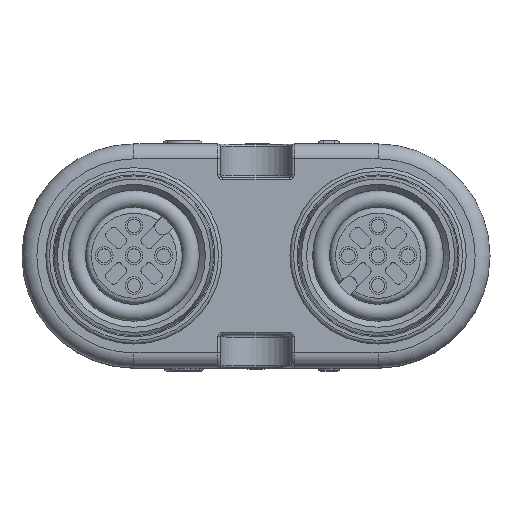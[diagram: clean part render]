
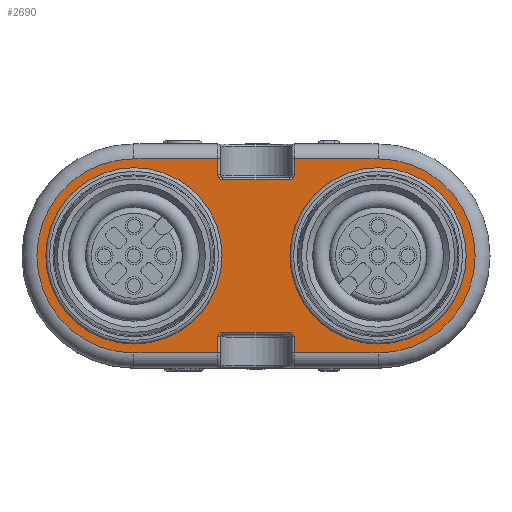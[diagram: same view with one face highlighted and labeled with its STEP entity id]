
A CAD part, top view. The second image highlights one B-rep face of the part: STEP entity #2690.
In plain terms, the highlighted planar face has unit normal (0, 0, 1).
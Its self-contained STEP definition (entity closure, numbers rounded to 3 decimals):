
#2690=ADVANCED_FACE('',(#3322,#3323,#3324),#3183,.F.);
#3183=PLANE('',#9667);
#3322=FACE_BOUND('',#3602,.T.);
#3323=FACE_BOUND('',#3603,.T.);
#3324=FACE_BOUND('',#3604,.T.);
#3602=EDGE_LOOP('',(#5230));
#3603=EDGE_LOOP('',(#5231));
#3604=EDGE_LOOP('',(#5232,#5233,#5234,#5235,#5236,#5237,#5238,#5239,#5240,
#5241,#5242,#5243,#5244,#5245,#5246,#5247));
#4282=LINE('',#13820,#4638);
#4283=LINE('',#13823,#4639);
#4284=LINE('',#13827,#4640);
#4285=LINE('',#13831,#4641);
#4286=LINE('',#13833,#4642);
#4287=LINE('',#13837,#4643);
#4288=LINE('',#13839,#4644);
#4289=LINE('',#13843,#4645);
#4290=LINE('',#13847,#4646);
#4291=LINE('',#13849,#4647);
#4638=VECTOR('',#10923,1.);
#4639=VECTOR('',#10924,1.);
#4640=VECTOR('',#10927,1.);
#4641=VECTOR('',#10930,1.);
#4642=VECTOR('',#10931,1.);
#4643=VECTOR('',#10934,1.);
#4644=VECTOR('',#10935,1.);
#4645=VECTOR('',#10938,1.);
#4646=VECTOR('',#10941,1.);
#4647=VECTOR('',#10942,1.);
#5230=ORIENTED_EDGE('',*,*,#8108,.T.);
#5231=ORIENTED_EDGE('',*,*,#8109,.T.);
#5232=ORIENTED_EDGE('',*,*,#8110,.T.);
#5233=ORIENTED_EDGE('',*,*,#8111,.T.);
#5234=ORIENTED_EDGE('',*,*,#8112,.T.);
#5235=ORIENTED_EDGE('',*,*,#8113,.T.);
#5236=ORIENTED_EDGE('',*,*,#8114,.T.);
#5237=ORIENTED_EDGE('',*,*,#8115,.T.);
#5238=ORIENTED_EDGE('',*,*,#8116,.T.);
#5239=ORIENTED_EDGE('',*,*,#8117,.T.);
#5240=ORIENTED_EDGE('',*,*,#8118,.T.);
#5241=ORIENTED_EDGE('',*,*,#8119,.T.);
#5242=ORIENTED_EDGE('',*,*,#8120,.T.);
#5243=ORIENTED_EDGE('',*,*,#8121,.T.);
#5244=ORIENTED_EDGE('',*,*,#8122,.T.);
#5245=ORIENTED_EDGE('',*,*,#8123,.T.);
#5246=ORIENTED_EDGE('',*,*,#8124,.T.);
#5247=ORIENTED_EDGE('',*,*,#8125,.T.);
#7350=VERTEX_POINT('',#13817);
#7351=VERTEX_POINT('',#13819);
#7352=VERTEX_POINT('',#13821);
#7353=VERTEX_POINT('',#13822);
#7354=VERTEX_POINT('',#13824);
#7355=VERTEX_POINT('',#13826);
#7356=VERTEX_POINT('',#13828);
#7357=VERTEX_POINT('',#13830);
#7358=VERTEX_POINT('',#13832);
#7359=VERTEX_POINT('',#13834);
#7360=VERTEX_POINT('',#13836);
#7361=VERTEX_POINT('',#13838);
#7362=VERTEX_POINT('',#13840);
#7363=VERTEX_POINT('',#13842);
#7364=VERTEX_POINT('',#13844);
#7365=VERTEX_POINT('',#13846);
#7366=VERTEX_POINT('',#13848);
#7367=VERTEX_POINT('',#13850);
#8108=EDGE_CURVE('',#7350,#7350,#9044,.T.);
#8109=EDGE_CURVE('',#7351,#7351,#9045,.T.);
#8110=EDGE_CURVE('',#7352,#7353,#4282,.T.);
#8111=EDGE_CURVE('',#7353,#7354,#4283,.T.);
#8112=EDGE_CURVE('',#7354,#7355,#9046,.T.);
#8113=EDGE_CURVE('',#7355,#7356,#4284,.T.);
#8114=EDGE_CURVE('',#7356,#7357,#9047,.T.);
#8115=EDGE_CURVE('',#7357,#7358,#4285,.T.);
#8116=EDGE_CURVE('',#7358,#7359,#4286,.T.);
#8117=EDGE_CURVE('',#7359,#7360,#9048,.T.);
#8118=EDGE_CURVE('',#7360,#7361,#4287,.T.);
#8119=EDGE_CURVE('',#7361,#7362,#4288,.T.);
#8120=EDGE_CURVE('',#7362,#7363,#9049,.T.);
#8121=EDGE_CURVE('',#7363,#7364,#4289,.T.);
#8122=EDGE_CURVE('',#7364,#7365,#9050,.T.);
#8123=EDGE_CURVE('',#7365,#7366,#4290,.T.);
#8124=EDGE_CURVE('',#7366,#7367,#4291,.T.);
#8125=EDGE_CURVE('',#7367,#7352,#9051,.T.);
#9044=CIRCLE('',#9659,7.4);
#9045=CIRCLE('',#9660,7.4);
#9046=CIRCLE('',#9661,0.4);
#9047=CIRCLE('',#9662,0.4);
#9048=CIRCLE('',#9663,8.15);
#9049=CIRCLE('',#9664,0.4);
#9050=CIRCLE('',#9665,0.4);
#9051=CIRCLE('',#9666,8.15);
#9659=AXIS2_PLACEMENT_3D('',#13816,#10919,#10920);
#9660=AXIS2_PLACEMENT_3D('',#13818,#10921,#10922);
#9661=AXIS2_PLACEMENT_3D('',#13825,#10925,#10926);
#9662=AXIS2_PLACEMENT_3D('',#13829,#10928,#10929);
#9663=AXIS2_PLACEMENT_3D('',#13835,#10932,#10933);
#9664=AXIS2_PLACEMENT_3D('',#13841,#10936,#10937);
#9665=AXIS2_PLACEMENT_3D('',#13845,#10939,#10940);
#9666=AXIS2_PLACEMENT_3D('',#13851,#10943,#10944);
#9667=AXIS2_PLACEMENT_3D('',#13852,#10945,#10946);
#10919=DIRECTION('',(0.,0.,-1.));
#10920=DIRECTION('',(-1.,0.,0.));
#10921=DIRECTION('',(0.,0.,-1.));
#10922=DIRECTION('',(-1.,0.,0.));
#10923=DIRECTION('',(-1.,0.,0.));
#10924=DIRECTION('',(0.,-1.,0.));
#10925=DIRECTION('',(0.,0.,-1.));
#10926=DIRECTION('',(-1.,0.,0.));
#10927=DIRECTION('',(-1.,0.,0.));
#10928=DIRECTION('',(0.,0.,-1.));
#10929=DIRECTION('',(-1.,0.,0.));
#10930=DIRECTION('',(0.,1.,0.));
#10931=DIRECTION('',(-1.,0.,0.));
#10932=DIRECTION('',(0.,0.,1.));
#10933=DIRECTION('',(-1.,0.,0.));
#10934=DIRECTION('',(1.,0.,0.));
#10935=DIRECTION('',(0.,1.,0.));
#10936=DIRECTION('',(0.,0.,-1.));
#10937=DIRECTION('',(-1.,0.,0.));
#10938=DIRECTION('',(1.,0.,0.));
#10939=DIRECTION('',(0.,0.,-1.));
#10940=DIRECTION('',(-1.,0.,0.));
#10941=DIRECTION('',(0.,-1.,0.));
#10942=DIRECTION('',(1.,0.,0.));
#10943=DIRECTION('',(0.,0.,1.));
#10944=DIRECTION('',(-1.,0.,0.));
#10945=DIRECTION('',(0.,0.,-1.));
#10946=DIRECTION('',(1.,0.,0.));
#13816=CARTESIAN_POINT('',(90.5,79.4,15.));
#13817=CARTESIAN_POINT('',(83.1,79.4,15.));
#13818=CARTESIAN_POINT('',(70.,79.4,15.));
#13819=CARTESIAN_POINT('',(62.6,79.4,15.));
#13820=CARTESIAN_POINT('',(83.25,87.55,15.));
#13821=CARTESIAN_POINT('',(90.5,87.55,15.));
#13822=CARTESIAN_POINT('',(83.45,87.55,15.));
#13823=CARTESIAN_POINT('',(83.45,86.2,15.));
#13824=CARTESIAN_POINT('',(83.45,86.2,15.));
#13825=CARTESIAN_POINT('',(83.05,86.2,15.));
#13826=CARTESIAN_POINT('',(83.05,85.8,15.));
#13827=CARTESIAN_POINT('',(70.,85.8,15.));
#13828=CARTESIAN_POINT('',(77.45,85.8,15.));
#13829=CARTESIAN_POINT('',(77.45,86.2,15.));
#13830=CARTESIAN_POINT('',(77.05,86.2,15.));
#13831=CARTESIAN_POINT('',(77.05,87.55,15.));
#13832=CARTESIAN_POINT('',(77.05,87.55,15.));
#13833=CARTESIAN_POINT('',(70.,87.55,15.));
#13834=CARTESIAN_POINT('',(70.,87.55,15.));
#13835=CARTESIAN_POINT('',(70.,79.4,15.));
#13836=CARTESIAN_POINT('',(70.,71.25,15.));
#13837=CARTESIAN_POINT('',(77.25,71.25,15.));
#13838=CARTESIAN_POINT('',(77.05,71.25,15.));
#13839=CARTESIAN_POINT('',(77.05,72.6,15.));
#13840=CARTESIAN_POINT('',(77.05,72.6,15.));
#13841=CARTESIAN_POINT('',(77.45,72.6,15.));
#13842=CARTESIAN_POINT('',(77.45,73.,15.));
#13843=CARTESIAN_POINT('',(70.,73.,15.));
#13844=CARTESIAN_POINT('',(83.05,73.,15.));
#13845=CARTESIAN_POINT('',(83.05,72.6,15.));
#13846=CARTESIAN_POINT('',(83.45,72.6,15.));
#13847=CARTESIAN_POINT('',(83.45,71.25,15.));
#13848=CARTESIAN_POINT('',(83.45,71.25,15.));
#13849=CARTESIAN_POINT('',(90.5,71.25,15.));
#13850=CARTESIAN_POINT('',(90.5,71.25,15.));
#13851=CARTESIAN_POINT('',(90.5,79.4,15.));
#13852=CARTESIAN_POINT('',(70.,79.4,15.));
